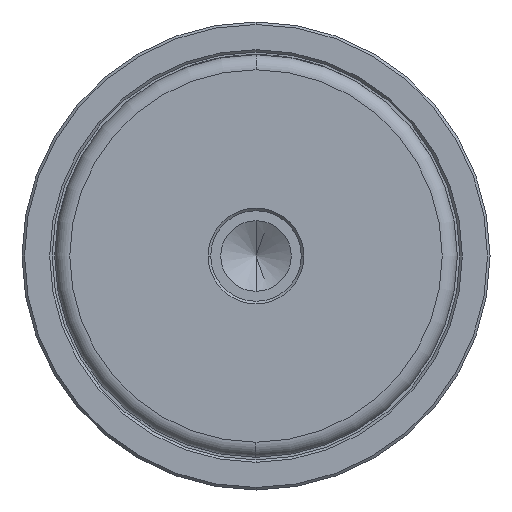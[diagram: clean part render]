
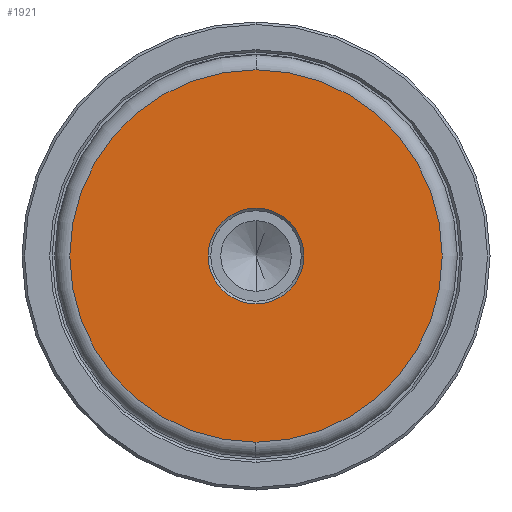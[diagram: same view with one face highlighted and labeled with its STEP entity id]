
A CAD part, left-side view. The second image highlights one B-rep face of the part: STEP entity #1921.
In plain terms, the highlighted planar face has unit normal (-1, 0, 0).
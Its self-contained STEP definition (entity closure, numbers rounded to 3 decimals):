
#19 = VERTEX_POINT ( 'NONE', #1855 ) ;
#84 = DIRECTION ( 'NONE',  ( 0., 0., 1. ) ) ;
#121 = AXIS2_PLACEMENT_3D ( 'NONE', #2691, #1429, #197 ) ;
#197 = DIRECTION ( 'NONE',  ( 0., 0., 1. ) ) ;
#249 = CARTESIAN_POINT ( 'NONE',  ( 0., 0., 0. ) ) ;
#293 = EDGE_CURVE ( 'NONE', #1077, #19, #344, .T. ) ;
#325 = CARTESIAN_POINT ( 'NONE',  ( 0., 0., 0. ) ) ;
#344 = CIRCLE ( 'NONE', #1091, 36.997 ) ;
#438 = EDGE_CURVE ( 'NONE', #2055, #2597, #2667, .T. ) ;
#446 = DIRECTION ( 'NONE',  ( 0., 0., 1. ) ) ;
#530 = DIRECTION ( 'NONE',  ( 0., 0., 1. ) ) ;
#646 = EDGE_LOOP ( 'NONE', ( #2456, #1106 ) ) ;
#764 = EDGE_LOOP ( 'NONE', ( #968, #2240 ) ) ;
#776 = DIRECTION ( 'NONE',  ( 0., 0., 1. ) ) ;
#911 = CARTESIAN_POINT ( 'NONE',  ( 0., 9.5, 0. ) ) ;
#968 = ORIENTED_EDGE ( 'NONE', *, *, #1805, .T. ) ;
#1077 = VERTEX_POINT ( 'NONE', #1303 ) ;
#1091 = AXIS2_PLACEMENT_3D ( 'NONE', #249, #1707, #446 ) ;
#1106 = ORIENTED_EDGE ( 'NONE', *, *, #1624, .T. ) ;
#1277 = AXIS2_PLACEMENT_3D ( 'NONE', #325, #1796, #530 ) ;
#1303 = CARTESIAN_POINT ( 'NONE',  ( 0., 0., 36.997 ) ) ;
#1321 = DIRECTION ( 'NONE',  ( -1., 0., 0. ) ) ;
#1429 = DIRECTION ( 'NONE',  ( 1., 0., 0. ) ) ;
#1624 = EDGE_CURVE ( 'NONE', #19, #1077, #2205, .T. ) ;
#1668 = CIRCLE ( 'NONE', #1277, 9.5 ) ;
#1707 = DIRECTION ( 'NONE',  ( -1., 0., 0. ) ) ;
#1796 = DIRECTION ( 'NONE',  ( 1., 0., 0. ) ) ;
#1805 = EDGE_CURVE ( 'NONE', #2597, #2055, #1668, .T. ) ;
#1812 = AXIS2_PLACEMENT_3D ( 'NONE', #2576, #1321, #84 ) ;
#1828 = CARTESIAN_POINT ( 'NONE',  ( 0., 0., 0. ) ) ;
#1855 = CARTESIAN_POINT ( 'NONE',  ( 0., 0., -36.997 ) ) ;
#1921 = ADVANCED_FACE ( 'NONE', ( #2162, #2589 ), #2239, .T. ) ;
#2019 = DIRECTION ( 'NONE',  ( -1., 0., 0. ) ) ;
#2055 = VERTEX_POINT ( 'NONE', #911 ) ;
#2162 = FACE_BOUND ( 'NONE', #764, .T. ) ;
#2205 = CIRCLE ( 'NONE', #1812, 36.997 ) ;
#2239 = PLANE ( 'NONE',  #2271 ) ;
#2240 = ORIENTED_EDGE ( 'NONE', *, *, #438, .T. ) ;
#2271 = AXIS2_PLACEMENT_3D ( 'NONE', #1828, #2019, #776 ) ;
#2456 = ORIENTED_EDGE ( 'NONE', *, *, #293, .T. ) ;
#2508 = CARTESIAN_POINT ( 'NONE',  ( 0., -9.5, 0. ) ) ;
#2576 = CARTESIAN_POINT ( 'NONE',  ( 0., 0., 0. ) ) ;
#2589 = FACE_OUTER_BOUND ( 'NONE', #646, .T. ) ;
#2597 = VERTEX_POINT ( 'NONE', #2508 ) ;
#2667 = CIRCLE ( 'NONE', #121, 9.5 ) ;
#2691 = CARTESIAN_POINT ( 'NONE',  ( 0., 0., 0. ) ) ;
